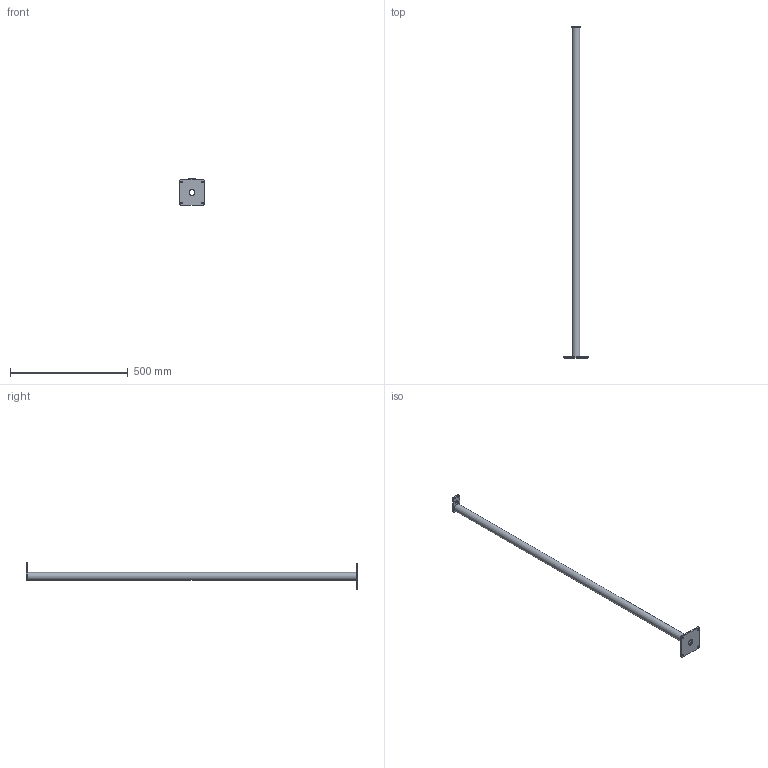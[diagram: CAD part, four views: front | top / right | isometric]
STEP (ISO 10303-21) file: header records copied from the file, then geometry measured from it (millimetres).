
FILE_DESCRIPTION(/* description */ (''),/* implementation_level */ '2;1');
FILE_NAME(/* name */ 'GE-17089_ASM_8_ASM.stp',/* time_stamp */ '2017-01-08T13:38:46-05:00',/* author */ ('jeff1'),/* organization */ (''),/* preprocessor_version */ 'ST-DEVELOPER v16.5',/* originating_system */ 'Autodesk Inventor 2017',/* authorisation */ '');
FILE_SCHEMA (('AUTOMOTIVE_DESIGN { 1 0 10303 214 3 1 1 }'));
Length unit declared in the file: inch
Products named in the file (4): GE-17089_ASM_8_ASM; GE-17089-01_4; GE-17089-02_4; GE-17089-03_2
Assembly tree (3 placements, depth 2):
  GE-17089_ASM_8_ASM
    GE-17089-01_4
    GE-17089-02_4
    GE-17089-03_2
Bounding box: 107.95 x 1409.7 x 111.12 mm (x, y, z)
Volume: 527276.3 mm3; surface area: 296842 mm2
Topology: 3 solids, 3 shells, 37 faces, 93 edges, 62 vertices
Faces by surface type: cylinder 23, plane 14
Full cylindrical faces by diameter (mm): 3.175 x6, 6.731 x4, 11.989 x1, 25.4 x2, 26.67 x1, 33.401 x1
Entity records: 1226 total; most frequent: DIRECTION 212, CARTESIAN_POINT 184, ORIENTED_EDGE 156, AXIS2_PLACEMENT_3D 90, EDGE_LOOP 80, EDGE_CURVE 78, VERTEX_POINT 62, CIRCLE 46
